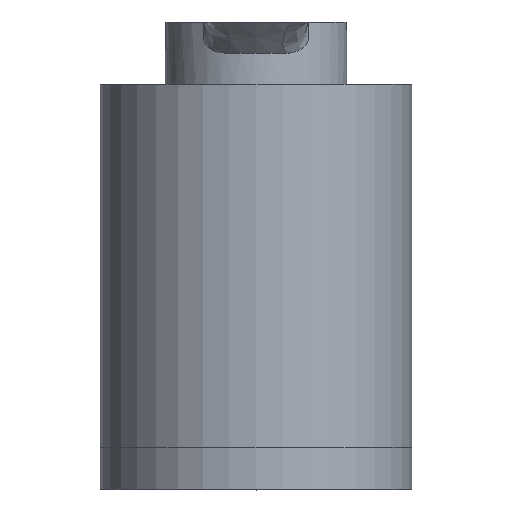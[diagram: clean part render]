
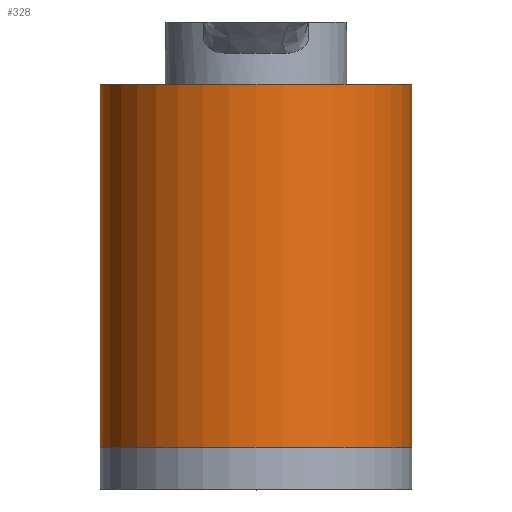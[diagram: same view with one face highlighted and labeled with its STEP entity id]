
A CAD part, top view. The second image highlights one B-rep face of the part: STEP entity #328.
In plain terms, the highlighted cylindrical face has radius 15 mm (diameter 30 mm), a full revolution.
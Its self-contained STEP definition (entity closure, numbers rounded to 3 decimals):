
#16=CYLINDRICAL_SURFACE($,#365,15.);
#26=FACE_BOUND($,#98,.T.);
#48=CIRCLE($,#354,15.);
#49=CIRCLE($,#356,15.);
#52=CIRCLE($,#363,15.);
#72=FACE_OUTER_BOUND($,#97,.T.);
#97=EDGE_LOOP($,(#289,#290));
#98=EDGE_LOOP($,(#291));
#164=VERTEX_POINT($,#831);
#170=VERTEX_POINT($,#851);
#173=VERTEX_POINT($,#865);
#212=EDGE_CURVE($,#170,#164,#48,.T.);
#213=EDGE_CURVE($,#164,#170,#49,.T.);
#217=EDGE_CURVE($,#173,#173,#52,.T.);
#289=ORIENTED_EDGE($,*,*,#212,.F.);
#290=ORIENTED_EDGE($,*,*,#213,.F.);
#291=ORIENTED_EDGE($,*,*,#217,.F.);
#328=ADVANCED_FACE($,(#72,#26),#16,.T.);
#354=AXIS2_PLACEMENT_3D($,#853,#423,#424);
#356=AXIS2_PLACEMENT_3D($,#855,#427,#428);
#363=AXIS2_PLACEMENT_3D($,#866,#442,#443);
#365=AXIS2_PLACEMENT_3D($,#869,#446,#447);
#423=DIRECTION('center_axis',(0.,-1.,0.));
#424=DIRECTION('ref_axis',(-1.,0.,0.));
#427=DIRECTION('center_axis',(0.,-1.,0.));
#428=DIRECTION('ref_axis',(-1.,0.,0.));
#442=DIRECTION('center_axis',(0.,1.,0.));
#443=DIRECTION('ref_axis',(-1.,0.,0.));
#446=DIRECTION('center_axis',(0.,-1.,0.));
#447=DIRECTION('ref_axis',(-1.,0.,0.));
#831=CARTESIAN_POINT('',(-15.,-35.,0.));
#851=CARTESIAN_POINT('',(15.,-35.,0.));
#853=CARTESIAN_POINT('Origin',(0.,-35.,0.));
#855=CARTESIAN_POINT('Origin',(0.,-35.,0.));
#865=CARTESIAN_POINT('',(15.,0.,0.));
#866=CARTESIAN_POINT('Origin',(0.,0.,0.));
#869=CARTESIAN_POINT('Origin',(0.,0.,0.));
